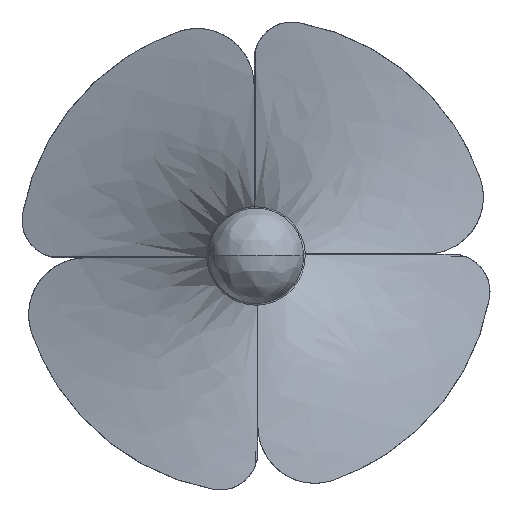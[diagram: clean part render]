
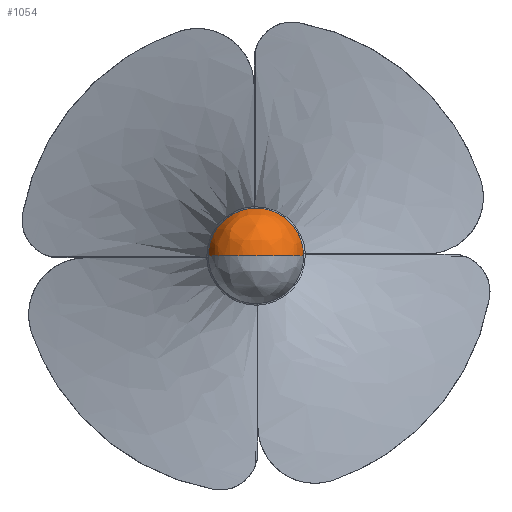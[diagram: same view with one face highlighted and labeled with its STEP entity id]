
A CAD part, top view. The second image highlights one B-rep face of the part: STEP entity #1054.
In plain terms, the highlighted free-form (B-spline) face has degree [2, 2] with [5, 3] control points.
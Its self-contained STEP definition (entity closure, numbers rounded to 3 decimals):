
#1054 = ADVANCED_FACE('',(#1055),#1089,.T.);
#1055 = FACE_BOUND('',#1056,.T.);
#1056 = EDGE_LOOP('',(#1057,#1067,#1075,#1083));
#1057 = ORIENTED_EDGE('',*,*,#1058,.T.);
#1058 = EDGE_CURVE('',#1059,#1061,#1063,.T.);
#1059 = VERTEX_POINT('',#1060);
#1060 = CARTESIAN_POINT('',(0.,27.783,
    55.522));
#1061 = VERTEX_POINT('',#1062);
#1062 = CARTESIAN_POINT('',(-27.783,0.,
    55.522));
#1063 = ( BOUNDED_CURVE() B_SPLINE_CURVE(2,(#1064,#1065,#1066),
.UNSPECIFIED.,.F.,.F.) B_SPLINE_CURVE_WITH_KNOTS((3,3),(0.,
1.571),.PIECEWISE_BEZIER_KNOTS.) CURVE() 
GEOMETRIC_REPRESENTATION_ITEM() RATIONAL_B_SPLINE_CURVE((1.,
0.707,1.)) REPRESENTATION_ITEM('') );
#1064 = CARTESIAN_POINT('',(0.,27.783,
    55.522));
#1065 = CARTESIAN_POINT('',(-27.783,27.783,
    55.522));
#1066 = CARTESIAN_POINT('',(-27.783,0.,
    55.522));
#1067 = ORIENTED_EDGE('',*,*,#1068,.T.);
#1068 = EDGE_CURVE('',#1061,#1069,#1071,.T.);
#1069 = VERTEX_POINT('',#1070);
#1070 = CARTESIAN_POINT('',(0.,0.,77.73));
#1071 = ( BOUNDED_CURVE() B_SPLINE_CURVE(2,(#1072,#1073,#1074),
.UNSPECIFIED.,.F.,.F.) B_SPLINE_CURVE_WITH_KNOTS((3,3),(0.222,
1.571),.PIECEWISE_BEZIER_KNOTS.) CURVE() 
GEOMETRIC_REPRESENTATION_ITEM() RATIONAL_B_SPLINE_CURVE((1.,
0.781,1.)) REPRESENTATION_ITEM('') );
#1072 = CARTESIAN_POINT('',(-27.783,0.,
    55.522));
#1073 = CARTESIAN_POINT('',(-22.768,0.,
    77.73));
#1074 = CARTESIAN_POINT('',(0.,0.,
    77.73));
#1075 = ORIENTED_EDGE('',*,*,#1076,.F.);
#1076 = EDGE_CURVE('',#1077,#1069,#1079,.T.);
#1077 = VERTEX_POINT('',#1078);
#1078 = CARTESIAN_POINT('',(27.783,0.,55.522));
#1079 = ( BOUNDED_CURVE() B_SPLINE_CURVE(2,(#1080,#1081,#1082),
.UNSPECIFIED.,.F.,.F.) B_SPLINE_CURVE_WITH_KNOTS((3,3),(1.793,
3.142),.PIECEWISE_BEZIER_KNOTS.) CURVE() 
GEOMETRIC_REPRESENTATION_ITEM() RATIONAL_B_SPLINE_CURVE((1.,
0.781,1.)) REPRESENTATION_ITEM('') );
#1080 = CARTESIAN_POINT('',(27.783,0.,55.522));
#1081 = CARTESIAN_POINT('',(22.768,0.,77.73));
#1082 = CARTESIAN_POINT('',(0.,0.,77.73));
#1083 = ORIENTED_EDGE('',*,*,#1084,.T.);
#1084 = EDGE_CURVE('',#1077,#1059,#1085,.T.);
#1085 = ( BOUNDED_CURVE() B_SPLINE_CURVE(2,(#1086,#1087,#1088),
.UNSPECIFIED.,.F.,.F.) B_SPLINE_CURVE_WITH_KNOTS((3,3),(4.712,
6.283),.PIECEWISE_BEZIER_KNOTS.) CURVE() 
GEOMETRIC_REPRESENTATION_ITEM() RATIONAL_B_SPLINE_CURVE((1.,
0.707,1.)) REPRESENTATION_ITEM('') );
#1086 = CARTESIAN_POINT('',(27.783,0.,
    55.522));
#1087 = CARTESIAN_POINT('',(27.783,27.783,
    55.522));
#1088 = CARTESIAN_POINT('',(0.,27.783,
    55.522));
#1089 = ( BOUNDED_SURFACE() B_SPLINE_SURFACE(2,2,(
    (#1090,#1091,#1092)
    ,(#1093,#1094,#1095)
    ,(#1096,#1097,#1098)
    ,(#1099,#1100,#1101)
    ,(#1102,#1103,#1104
)),.UNSPECIFIED.,.F.,.F.,.F.) B_SPLINE_SURFACE_WITH_KNOTS((3,2,3),(3,3),
  (3.364,4.712,6.061),(0.,
    1.349),.PIECEWISE_BEZIER_KNOTS.) 
GEOMETRIC_REPRESENTATION_ITEM() RATIONAL_B_SPLINE_SURFACE((
    (1.,0.781,1.)
    ,(0.781,0.61,0.781)
    ,(1.,0.781,1.)
    ,(0.781,0.61,0.781)
,(1.,0.781,1.))) REPRESENTATION_ITEM('') SURFACE() );
#1090 = CARTESIAN_POINT('',(-27.783,0.,
    55.522));
#1091 = CARTESIAN_POINT('',(-27.783,22.772,
    55.522));
#1092 = CARTESIAN_POINT('',(-6.115,27.784,
    50.629));
#1093 = CARTESIAN_POINT('',(-22.768,0.,
    77.73));
#1094 = CARTESIAN_POINT('',(-22.768,22.772,
    77.73));
#1095 = CARTESIAN_POINT('',(-5.011,27.784,
    55.517));
#1096 = CARTESIAN_POINT('',(0.,0.,
    77.73));
#1097 = CARTESIAN_POINT('',(0.,22.772,
    77.73));
#1098 = CARTESIAN_POINT('',(0.,27.784,
    55.517));
#1099 = CARTESIAN_POINT('',(22.768,0.,
    77.73));
#1100 = CARTESIAN_POINT('',(22.768,22.772,
    77.73));
#1101 = CARTESIAN_POINT('',(5.011,27.784,
    55.517));
#1102 = CARTESIAN_POINT('',(27.783,0.,
    55.522));
#1103 = CARTESIAN_POINT('',(27.783,22.772,
    55.522));
#1104 = CARTESIAN_POINT('',(6.115,27.784,
    50.629));
